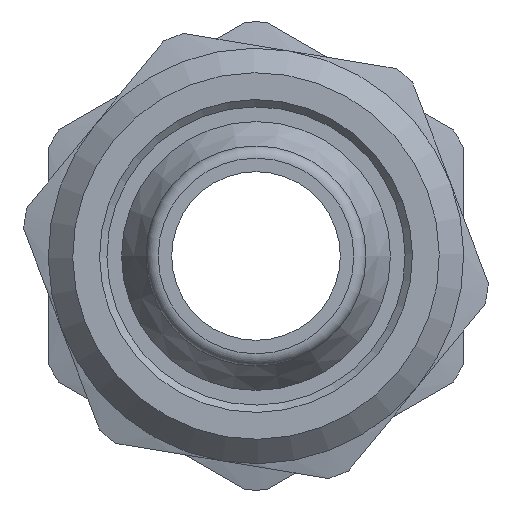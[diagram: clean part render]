
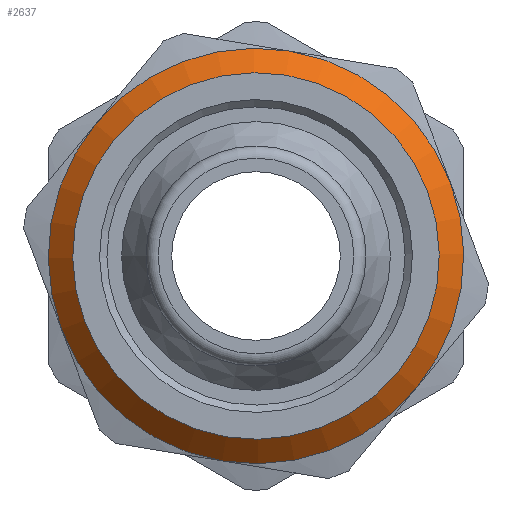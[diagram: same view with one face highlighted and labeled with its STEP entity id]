
A CAD part, left-side view. The second image highlights one B-rep face of the part: STEP entity #2637.
In plain terms, the highlighted conical face has half-angle 45 degrees and reference radius 8 mm.
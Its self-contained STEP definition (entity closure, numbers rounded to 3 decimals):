
#2603=CARTESIAN_POINT('',(0.,7.5,0.));
#2604=VERTEX_POINT('',#2603);
#2605=CARTESIAN_POINT('',(0.,0.0,0.0));
#2606=DIRECTION('',(1.0,0.0,0.0));
#2607=DIRECTION('',(0.0,-1.0,0.0));
#2608=AXIS2_PLACEMENT_3D('',#2605,#2606,#2607);
#2609=CIRCLE('',#2608,7.5);
#2610=EDGE_CURVE('',#2604,#2604,#2609,.T.);
#2618=CARTESIAN_POINT('',(0.5,0.0,0.0));
#2619=DIRECTION('',(1.0,0.0,0.0));
#2620=DIRECTION('',(0.0,-1.0,0.0));
#2621=AXIS2_PLACEMENT_3D('',#2618,#2619,#2620);
#2622=CONICAL_SURFACE('',#2621,8.0,45.);
#2623=ORIENTED_EDGE('',*,*,#2610,.T.);
#2624=EDGE_LOOP('',(#2623));
#2625=FACE_OUTER_BOUND('',#2624,.T.);
#2626=CARTESIAN_POINT('',(1.,8.5,0.));
#2627=VERTEX_POINT('',#2626);
#2628=CARTESIAN_POINT('',(1.,0.0,0.0));
#2629=DIRECTION('',(-1.0,0.0,0.0));
#2630=DIRECTION('',(0.0,-1.0,0.0));
#2631=AXIS2_PLACEMENT_3D('',#2628,#2629,#2630);
#2632=CIRCLE('',#2631,8.5);
#2633=EDGE_CURVE('',#2627,#2627,#2632,.T.);
#2634=ORIENTED_EDGE('',*,*,#2633,.T.);
#2635=EDGE_LOOP('',(#2634));
#2636=FACE_BOUND('',#2635,.T.);
#2637=ADVANCED_FACE('',(#2625,#2636),#2622,.T.);
